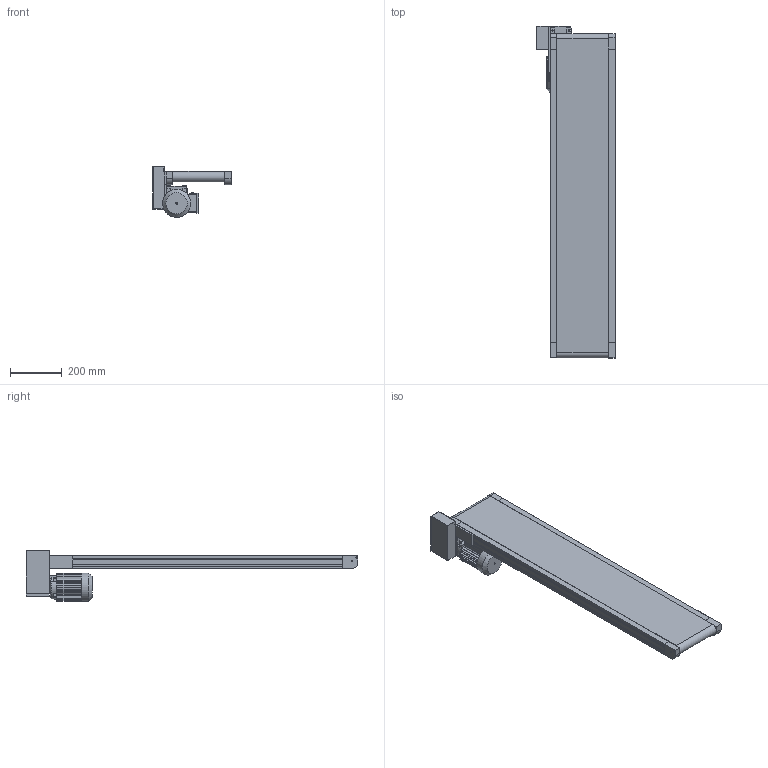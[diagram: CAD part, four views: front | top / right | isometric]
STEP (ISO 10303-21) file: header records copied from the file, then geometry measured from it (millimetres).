
FILE_DESCRIPTION(/* description */ ('Unknown'),/* implementation_level */ '2;1');
FILE_NAME(/* name */ 'TBK400-links-1250-200-Bibl',/* time_stamp */ '2017-12-07T14:43:00+01:00',/* author */ ('Unknown'),/* organization */ ('Unknown'),/* preprocessor_version */ 'ST-DEVELOPER v16.7',/* originating_system */ 'DEX',/* authorisation */ $);
FILE_SCHEMA (('AUTOMOTIVE_DESIGN {1 0 10303 214 3 1 1}'));
Length unit declared in the file: millimetre
Products named in the file (12): TBK400-links-1250-200-Bibl; TBXX-Spannkopf-Bibl; TBXX-1250-Längsprofil-Bibl; ATS-SEW-L-Bibl-links; ATS-SEW-001-Bibl; SEW-WA10DT56M4; Getriebe-WA10DT56M4; Motor-WA10DT56M4; ATS-SEW-002-Bibl; TBXX-Umlenkkopf-L-Bibl; TBXX-Umlenkkopf-R-Bibl; TBXX-1250-200-Gurt-Bibl
Assembly tree (13 placements, depth 4):
  TBK400-links-1250-200-Bibl
    TBXX-Spannkopf-Bibl  x2
    TBXX-1250-Längsprofil-Bibl  x2
    ATS-SEW-L-Bibl-links
      ATS-SEW-001-Bibl
      SEW-WA10DT56M4
        Getriebe-WA10DT56M4
        Motor-WA10DT56M4
      ATS-SEW-002-Bibl
    TBXX-Umlenkkopf-L-Bibl
    TBXX-Umlenkkopf-R-Bibl
    TBXX-1250-200-Gurt-Bibl
Bounding box: 301.5 x 1280 x 196.5 mm (x, y, z)
Volume: 14821872.4 mm3; surface area: 1473171.2 mm2
Topology: 11 solids, 13 shells, 824 faces, 2240 edges, 1493 vertices
Faces by surface type: plane 628, cylinder 185, cone 9, sphere 2
Full cylindrical faces by diameter (mm): 4.2 x4, 5 x1, 6 x9, 16 x1, 20 x3, 22 x1, 24 x1, 25 x3, 84 x1, 109 x1
Entity records: 28704 total; most frequent: CARTESIAN_POINT 4970, ORIENTED_EDGE 3974, DIRECTION 3906, EDGE_CURVE 1987, LINE 1528, VECTOR 1528, VERTEX_POINT 1341, AXIS2_PLACEMENT_3D 1189
